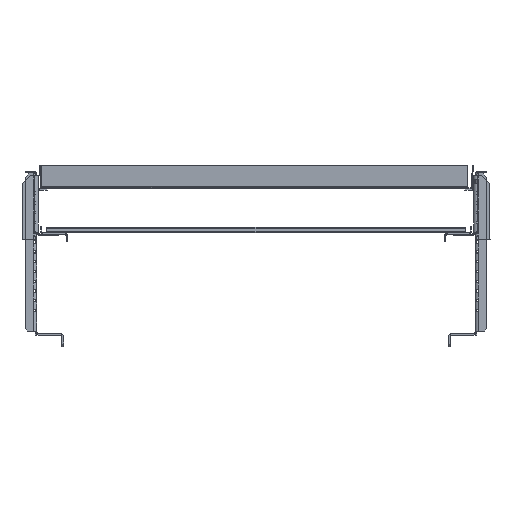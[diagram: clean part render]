
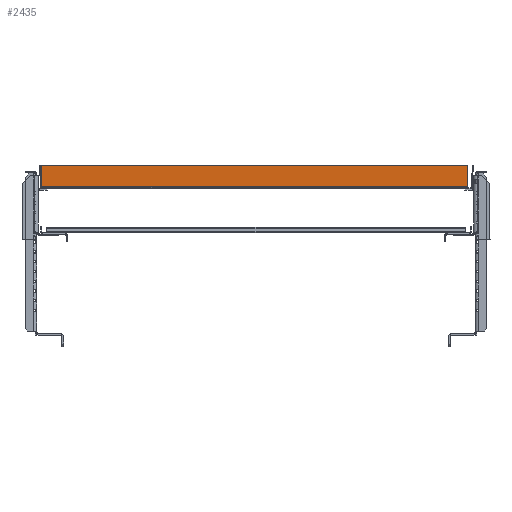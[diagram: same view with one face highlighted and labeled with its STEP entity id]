
A CAD part, front view. The second image highlights one B-rep face of the part: STEP entity #2435.
In plain terms, the highlighted face is planar.
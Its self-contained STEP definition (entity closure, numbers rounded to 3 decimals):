
#2435=ADVANCED_FACE('F22',(#3200),#2728,.T.);
#2728=PLANE('',#11375);
#3200=FACE_OUTER_BOUND('',#3756,.T.);
#3756=EDGE_LOOP('',(#6044,#6045,#6046,#6047));
#6044=ORIENTED_EDGE('',*,*,#8773,.T.);
#6045=ORIENTED_EDGE('',*,*,#8774,.F.);
#6046=ORIENTED_EDGE('',*,*,#8775,.T.);
#6047=ORIENTED_EDGE('',*,*,#8771,.T.);
#7465=VERTEX_POINT('',#34351);
#7466=VERTEX_POINT('',#34353);
#7467=VERTEX_POINT('',#34357);
#7468=VERTEX_POINT('',#34359);
#8771=EDGE_CURVE('E116',#7466,#7465,#9743,.T.);
#8773=EDGE_CURVE('E114',#7465,#7467,#9745,.T.);
#8774=EDGE_CURVE('E97',#7468,#7467,#9746,.T.);
#8775=EDGE_CURVE('E115',#7468,#7466,#9747,.T.);
#9743=LINE('',#34352,#10609);
#9745=LINE('',#34356,#10611);
#9746=LINE('',#34358,#10612);
#9747=LINE('',#34360,#10613);
#10609=VECTOR('',#13133,1.);
#10611=VECTOR('',#13137,1.);
#10612=VECTOR('',#13138,1.);
#10613=VECTOR('',#13139,1.);
#11375=AXIS2_PLACEMENT_3D('',#34361,#13140,#13141);
#13133=DIRECTION('',(0.,0.,1.));
#13137=DIRECTION('',(0.052,0.999,0.));
#13138=DIRECTION('',(0.,0.,1.));
#13139=DIRECTION('',(-0.052,-0.999,0.));
#13140=DIRECTION('',(-0.999,0.052,0.));
#13141=DIRECTION('',(0.,0.,1.));
#34351=CARTESIAN_POINT('',(-1609.045,366.056,1405.809));
#34352=CARTESIAN_POINT('',(-1609.045,366.056,1133.759));
#34353=CARTESIAN_POINT('',(-1609.045,366.056,861.709));
#34356=CARTESIAN_POINT('',(-1608.331,379.678,1405.809));
#34357=CARTESIAN_POINT('',(-1607.617,393.3,1405.809));
#34358=CARTESIAN_POINT('',(-1607.617,393.3,1133.759));
#34359=CARTESIAN_POINT('',(-1607.617,393.3,861.709));
#34360=CARTESIAN_POINT('',(-1608.331,379.678,861.709));
#34361=CARTESIAN_POINT('',(-1607.617,393.3,1405.809));
